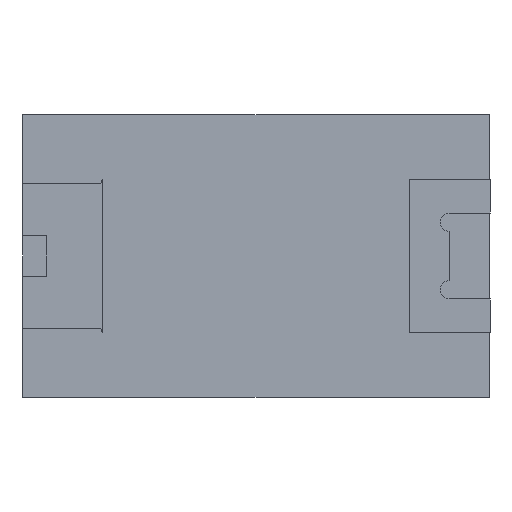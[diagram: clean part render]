
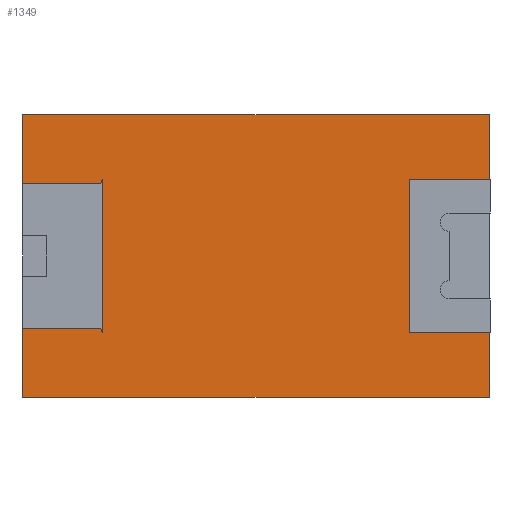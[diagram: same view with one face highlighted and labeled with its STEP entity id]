
A CAD part, front view. The second image highlights one B-rep face of the part: STEP entity #1349.
In plain terms, the highlighted planar face has unit normal (0, -1, 0).
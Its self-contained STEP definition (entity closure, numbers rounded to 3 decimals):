
#46 = ORIENTED_EDGE ( 'NONE', *, *, #510, .F. ) ;
#51 = VECTOR ( 'NONE', #356, 1000. ) ;
#67 = LINE ( 'NONE', #309, #684 ) ;
#257 = VECTOR ( 'NONE', #1411, 1000. ) ;
#261 = ORIENTED_EDGE ( 'NONE', *, *, #2770, .F. ) ;
#266 = CARTESIAN_POINT ( 'NONE',  ( 7.6, 0., 0. ) ) ;
#275 = CARTESIAN_POINT ( 'NONE',  ( 0., 0., 0. ) ) ;
#280 = VECTOR ( 'NONE', #525, 1000. ) ;
#298 = LINE ( 'NONE', #1923, #807 ) ;
#303 = LINE ( 'NONE', #1185, #1586 ) ;
#309 = CARTESIAN_POINT ( 'NONE',  ( 0., 0., -1.117 ) ) ;
#314 = CARTESIAN_POINT ( 'NONE',  ( 0., 0., 0. ) ) ;
#338 = CARTESIAN_POINT ( 'NONE',  ( 0., 0., -3.55 ) ) ;
#356 = DIRECTION ( 'NONE',  ( -1., 0., 0. ) ) ;
#377 = VECTOR ( 'NONE', #1580, 1000. ) ;
#389 = CARTESIAN_POINT ( 'NONE',  ( 0., 0., 0. ) ) ;
#399 = VECTOR ( 'NONE', #625, 1000. ) ;
#454 = VECTOR ( 'NONE', #2500, 1000. ) ;
#510 = EDGE_CURVE ( 'NONE', #688, #938, #1174, .T. ) ;
#523 = DIRECTION ( 'NONE',  ( 0., 0., -1. ) ) ;
#525 = DIRECTION ( 'NONE',  ( -0.409, 0., 0.913 ) ) ;
#526 = ORIENTED_EDGE ( 'NONE', *, *, #2120, .T. ) ;
#545 = VERTEX_POINT ( 'NONE', #2459 ) ;
#548 = LINE ( 'NONE', #1475, #2196 ) ;
#549 = DIRECTION ( 'NONE',  ( 1., 0., 0. ) ) ;
#572 = CARTESIAN_POINT ( 'NONE',  ( 1.3, 0., -3.55 ) ) ;
#595 = EDGE_CURVE ( 'NONE', #1702, #2570, #1813, .T. ) ;
#610 = ORIENTED_EDGE ( 'NONE', *, *, #1315, .F. ) ;
#625 = DIRECTION ( 'NONE',  ( 1., 0., 0. ) ) ;
#629 = CARTESIAN_POINT ( 'NONE',  ( 0., 0., -4.6 ) ) ;
#635 = ORIENTED_EDGE ( 'NONE', *, *, #1217, .F. ) ;
#639 = CARTESIAN_POINT ( 'NONE',  ( 7.6, 0., 0. ) ) ;
#650 = LINE ( 'NONE', #389, #399 ) ;
#662 = CARTESIAN_POINT ( 'NONE',  ( 1.3, 0., -1.05 ) ) ;
#670 = LINE ( 'NONE', #2532, #377 ) ;
#672 = EDGE_CURVE ( 'NONE', #1307, #1795, #1101, .T. ) ;
#684 = VECTOR ( 'NONE', #549, 1000. ) ;
#688 = VERTEX_POINT ( 'NONE', #629 ) ;
#720 = VERTEX_POINT ( 'NONE', #1298 ) ;
#772 = ORIENTED_EDGE ( 'NONE', *, *, #2124, .T. ) ;
#775 = DIRECTION ( 'NONE',  ( 0., 0., 1. ) ) ;
#807 = VECTOR ( 'NONE', #775, 1000. ) ;
#819 = VECTOR ( 'NONE', #1839, 1000. ) ;
#856 = EDGE_CURVE ( 'NONE', #2570, #688, #2589, .T. ) ;
#883 = ORIENTED_EDGE ( 'NONE', *, *, #2453, .T. ) ;
#888 = EDGE_CURVE ( 'NONE', #2389, #2850, #548, .T. ) ;
#915 = VECTOR ( 'NONE', #1189, 1000. ) ;
#922 = ORIENTED_EDGE ( 'NONE', *, *, #888, .T. ) ;
#938 = VERTEX_POINT ( 'NONE', #2042 ) ;
#944 = EDGE_CURVE ( 'NONE', #720, #545, #67, .T. ) ;
#980 = CARTESIAN_POINT ( 'NONE',  ( 1.474, 0., -0.661 ) ) ;
#1101 = LINE ( 'NONE', #2451, #2926 ) ;
#1103 = CARTESIAN_POINT ( 'NONE',  ( 0., 0., 0. ) ) ;
#1107 = VECTOR ( 'NONE', #1218, 1000. ) ;
#1159 = CARTESIAN_POINT ( 'NONE',  ( 6.3, 0., -3.55 ) ) ;
#1174 = LINE ( 'NONE', #275, #915 ) ;
#1185 = CARTESIAN_POINT ( 'NONE',  ( 0., 0., 0. ) ) ;
#1189 = DIRECTION ( 'NONE',  ( 0., 0., 1. ) ) ;
#1217 = EDGE_CURVE ( 'NONE', #720, #1734, #303, .T. ) ;
#1218 = DIRECTION ( 'NONE',  ( -1., 0., 0. ) ) ;
#1228 = ORIENTED_EDGE ( 'NONE', *, *, #1330, .T. ) ;
#1251 = CARTESIAN_POINT ( 'NONE',  ( 0., 0., -4.6 ) ) ;
#1254 = EDGE_LOOP ( 'NONE', ( #922, #261, #610, #635, #1269, #1484, #1915, #526, #883, #46, #1895, #2145, #1228, #772 ) ) ;
#1269 = ORIENTED_EDGE ( 'NONE', *, *, #944, .T. ) ;
#1298 = CARTESIAN_POINT ( 'NONE',  ( 0., 0., -1.117 ) ) ;
#1307 = VERTEX_POINT ( 'NONE', #662 ) ;
#1315 = EDGE_CURVE ( 'NONE', #1734, #1458, #650, .T. ) ;
#1330 = EDGE_CURVE ( 'NONE', #1702, #2857, #1667, .T. ) ;
#1349 = ADVANCED_FACE ( 'NONE', ( #1487 ), #1581, .T. ) ;
#1380 = CARTESIAN_POINT ( 'NONE',  ( 7.6, 0., -1.05 ) ) ;
#1411 = DIRECTION ( 'NONE',  ( 0.409, 0., 0.913 ) ) ;
#1427 = VERTEX_POINT ( 'NONE', #2402 ) ;
#1458 = VERTEX_POINT ( 'NONE', #639 ) ;
#1475 = CARTESIAN_POINT ( 'NONE',  ( 0., 0., -1.05 ) ) ;
#1484 = ORIENTED_EDGE ( 'NONE', *, *, #2894, .T. ) ;
#1487 = FACE_OUTER_BOUND ( 'NONE', #1254, .T. ) ;
#1559 = CARTESIAN_POINT ( 'NONE',  ( 7.6, 0., 0. ) ) ;
#1580 = DIRECTION ( 'NONE',  ( -1., 0., 0. ) ) ;
#1581 = PLANE ( 'NONE',  #1633 ) ;
#1586 = VECTOR ( 'NONE', #2078, 1000. ) ;
#1591 = LINE ( 'NONE', #1559, #454 ) ;
#1606 = CARTESIAN_POINT ( 'NONE',  ( 6.3, 0., -1.05 ) ) ;
#1633 = AXIS2_PLACEMENT_3D ( 'NONE', #1103, #1652, #523 ) ;
#1652 = DIRECTION ( 'NONE',  ( 0., -1., 0. ) ) ;
#1660 = CARTESIAN_POINT ( 'NONE',  ( 7.6, 0., -3.55 ) ) ;
#1667 = LINE ( 'NONE', #338, #1107 ) ;
#1702 = VERTEX_POINT ( 'NONE', #1660 ) ;
#1734 = VERTEX_POINT ( 'NONE', #314 ) ;
#1795 = VERTEX_POINT ( 'NONE', #572 ) ;
#1813 = LINE ( 'NONE', #266, #819 ) ;
#1839 = DIRECTION ( 'NONE',  ( 0., 0., -1. ) ) ;
#1866 = LINE ( 'NONE', #980, #257 ) ;
#1895 = ORIENTED_EDGE ( 'NONE', *, *, #856, .F. ) ;
#1915 = ORIENTED_EDGE ( 'NONE', *, *, #672, .T. ) ;
#1923 = CARTESIAN_POINT ( 'NONE',  ( 6.3, 0., 0. ) ) ;
#2042 = CARTESIAN_POINT ( 'NONE',  ( 0., 0., -3.483 ) ) ;
#2078 = DIRECTION ( 'NONE',  ( 0., 0., 1. ) ) ;
#2120 = EDGE_CURVE ( 'NONE', #1795, #1427, #2825, .T. ) ;
#2124 = EDGE_CURVE ( 'NONE', #2857, #2389, #298, .T. ) ;
#2145 = ORIENTED_EDGE ( 'NONE', *, *, #595, .F. ) ;
#2196 = VECTOR ( 'NONE', #2621, 1000. ) ;
#2389 = VERTEX_POINT ( 'NONE', #1606 ) ;
#2392 = CARTESIAN_POINT ( 'NONE',  ( -0.242, 0., -0.109 ) ) ;
#2402 = CARTESIAN_POINT ( 'NONE',  ( 1.27, 0., -3.483 ) ) ;
#2451 = CARTESIAN_POINT ( 'NONE',  ( 1.3, 0., 0. ) ) ;
#2453 = EDGE_CURVE ( 'NONE', #1427, #938, #670, .T. ) ;
#2459 = CARTESIAN_POINT ( 'NONE',  ( 1.27, 0., -1.117 ) ) ;
#2500 = DIRECTION ( 'NONE',  ( 0., 0., -1. ) ) ;
#2532 = CARTESIAN_POINT ( 'NONE',  ( 0., 0., -3.483 ) ) ;
#2570 = VERTEX_POINT ( 'NONE', #2822 ) ;
#2589 = LINE ( 'NONE', #1251, #51 ) ;
#2621 = DIRECTION ( 'NONE',  ( 1., 0., 0. ) ) ;
#2668 = DIRECTION ( 'NONE',  ( 0., 0., -1. ) ) ;
#2770 = EDGE_CURVE ( 'NONE', #1458, #2850, #1591, .T. ) ;
#2822 = CARTESIAN_POINT ( 'NONE',  ( 7.6, 0., -4.6 ) ) ;
#2825 = LINE ( 'NONE', #2392, #280 ) ;
#2850 = VERTEX_POINT ( 'NONE', #1380 ) ;
#2857 = VERTEX_POINT ( 'NONE', #1159 ) ;
#2894 = EDGE_CURVE ( 'NONE', #545, #1307, #1866, .T. ) ;
#2926 = VECTOR ( 'NONE', #2668, 1000. ) ;
